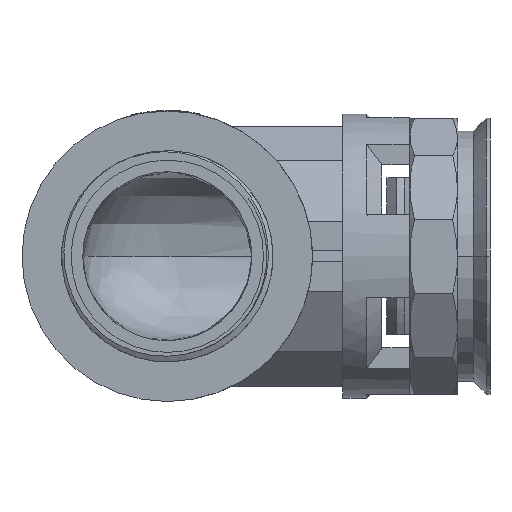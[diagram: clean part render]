
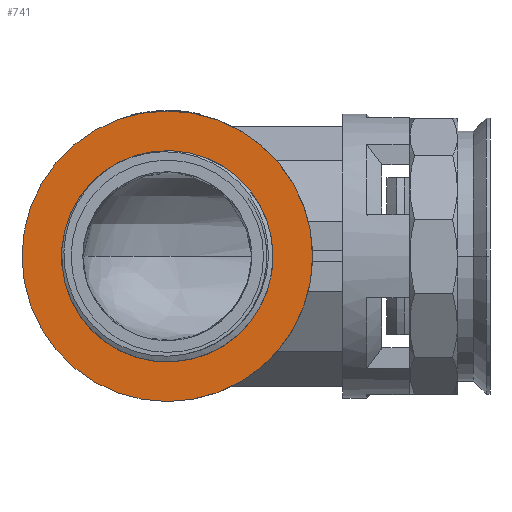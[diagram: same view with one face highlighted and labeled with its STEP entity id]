
A CAD part, left-side view. The second image highlights one B-rep face of the part: STEP entity #741.
In plain terms, the highlighted planar face has unit normal (-1, 0, 0).
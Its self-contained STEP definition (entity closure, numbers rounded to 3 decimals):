
#144 = VERTEX_POINT ( 'NONE', #5780 ) ;
#332 = EDGE_CURVE ( 'NONE', #335, #347, #6261, .T. ) ;
#335 = VERTEX_POINT ( 'NONE', #6251 ) ;
#347 = VERTEX_POINT ( 'NONE', #6294 ) ;
#392 = VERTEX_POINT ( 'NONE', #6569 ) ;
#394 = EDGE_CURVE ( 'NONE', #392, #144, #6430, .T. ) ;
#741 = ADVANCED_FACE ( 'NONE', ( #7096, #7095 ), #7094, .F. ) ;
#742 = EDGE_LOOP ( 'NONE', ( #743, #744 ) ) ;
#743 = ORIENTED_EDGE ( 'NONE', *, *, #332, .T. ) ;
#744 = ORIENTED_EDGE ( 'NONE', *, *, #745, .T. ) ;
#745 = EDGE_CURVE ( 'NONE', #347, #335, #7227, .T. ) ;
#746 = EDGE_LOOP ( 'NONE', ( #747, #749 ) ) ;
#747 = ORIENTED_EDGE ( 'NONE', *, *, #748, .F. ) ;
#748 = EDGE_CURVE ( 'NONE', #144, #392, #7212, .T. ) ;
#749 = ORIENTED_EDGE ( 'NONE', *, *, #394, .F. ) ;
#5780 = CARTESIAN_POINT ( 'NONE',  ( -29.388, 38.862, 27.5 ) ) ;
#6251 = CARTESIAN_POINT ( 'NONE',  ( -29.388, 38.862, 16. ) ) ;
#6257 = DIRECTION ( 'NONE',  ( 0., 0., -1. ) ) ;
#6258 = DIRECTION ( 'NONE',  ( 1., 0., 0. ) ) ;
#6259 = CARTESIAN_POINT ( 'NONE',  ( -29.388, 38.862, 0. ) ) ;
#6260 = AXIS2_PLACEMENT_3D ( 'NONE', #6259, #6258, #6257 ) ;
#6261 = CIRCLE ( 'NONE', #6260, 16. ) ;
#6294 = CARTESIAN_POINT ( 'NONE',  ( -29.388, 38.862, -16. ) ) ;
#6426 = DIRECTION ( 'NONE',  ( 0., 0., -1. ) ) ;
#6427 = DIRECTION ( 'NONE',  ( 1., 0., 0. ) ) ;
#6428 = CARTESIAN_POINT ( 'NONE',  ( -29.388, 38.862, 0. ) ) ;
#6429 = AXIS2_PLACEMENT_3D ( 'NONE', #6428, #6427, #6426 ) ;
#6430 = CIRCLE ( 'NONE', #6429, 27.5 ) ;
#6569 = CARTESIAN_POINT ( 'NONE',  ( -29.388, 38.862, -27.5 ) ) ;
#7092 = CARTESIAN_POINT ( 'NONE',  ( -29.388, 38.862, 0. ) ) ;
#7093 = AXIS2_PLACEMENT_3D ( 'NONE', #7092, #7229, #7228 ) ;
#7094 = PLANE ( 'NONE',  #7093 ) ;
#7095 = FACE_OUTER_BOUND ( 'NONE', #746, .T. ) ;
#7096 = FACE_BOUND ( 'NONE', #742, .T. ) ;
#7138 = DIRECTION ( 'NONE',  ( 0., 0., -1. ) ) ;
#7139 = DIRECTION ( 'NONE',  ( 1., 0., 0. ) ) ;
#7210 = CARTESIAN_POINT ( 'NONE',  ( -29.388, 38.862, 0. ) ) ;
#7211 = AXIS2_PLACEMENT_3D ( 'NONE', #7210, #7139, #7138 ) ;
#7212 = CIRCLE ( 'NONE', #7211, 27.5 ) ;
#7213 = DIRECTION ( 'NONE',  ( 0., 0., -1. ) ) ;
#7214 = DIRECTION ( 'NONE',  ( 1., 0., 0. ) ) ;
#7215 = CARTESIAN_POINT ( 'NONE',  ( -29.388, 38.862, 0. ) ) ;
#7226 = AXIS2_PLACEMENT_3D ( 'NONE', #7215, #7214, #7213 ) ;
#7227 = CIRCLE ( 'NONE', #7226, 16. ) ;
#7228 = DIRECTION ( 'NONE',  ( 0., 0., -1. ) ) ;
#7229 = DIRECTION ( 'NONE',  ( 1., 0., 0. ) ) ;
